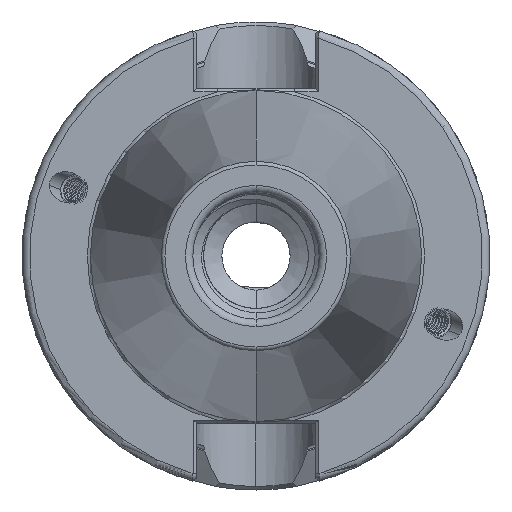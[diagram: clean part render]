
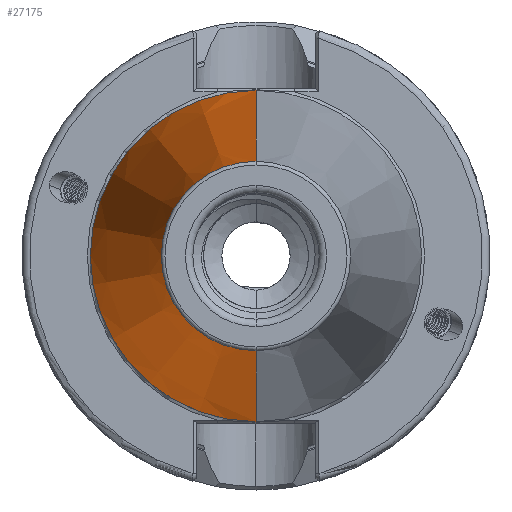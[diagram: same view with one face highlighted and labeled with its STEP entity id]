
A CAD part, left-side view. The second image highlights one B-rep face of the part: STEP entity #27175.
In plain terms, the highlighted conical face has half-angle 8.297 degrees and reference radius 22.298 mm.
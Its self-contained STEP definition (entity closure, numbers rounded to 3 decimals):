
#929 = EDGE_CURVE ( 'NONE', #8332, #8269, #26850, .T. ) ;
#1026 = EDGE_CURVE ( 'NONE', #8325, #8378, #26885, .T. ) ;
#1029 = EDGE_CURVE ( 'NONE', #8378, #8269, #26886, .T. ) ;
#1031 = EDGE_CURVE ( 'NONE', #8325, #8332, #26883, .T. ) ;
#5051 = DIRECTION ( 'NONE',  ( 0., 0., -1. ) ) ;
#5078 = DIRECTION ( 'NONE',  ( 1., 0., 0. ) ) ;
#5093 = CARTESIAN_POINT ( 'NONE',  ( -1.5, 0., 0. ) ) ;
#5302 = CARTESIAN_POINT ( 'NONE',  ( -1.5, 0., -22.298 ) ) ;
#5331 = DIRECTION ( 'NONE',  ( 0.99, 0., 0.144 ) ) ;
#5332 = CARTESIAN_POINT ( 'NONE',  ( -1.5, 0., 22.298 ) ) ;
#5342 = DIRECTION ( 'NONE',  ( 1., 0., 0. ) ) ;
#5351 = DIRECTION ( 'NONE',  ( 0., 0., -1. ) ) ;
#5352 = DIRECTION ( 'NONE',  ( 0.99, 0., -0.144 ) ) ;
#5365 = CARTESIAN_POINT ( 'NONE',  ( -66.972, 0., 0. ) ) ;
#7912 = EDGE_LOOP ( 'NONE', ( #25573, #25633, #25629, #25567 ) ) ;
#8269 = VERTEX_POINT ( 'NONE', #23440 ) ;
#8325 = VERTEX_POINT ( 'NONE', #23476 ) ;
#8332 = VERTEX_POINT ( 'NONE', #23479 ) ;
#8378 = VERTEX_POINT ( 'NONE', #23572 ) ;
#8726 = AXIS2_PLACEMENT_3D ( 'NONE', #5093, #5078, #5051 ) ;
#8741 = AXIS2_PLACEMENT_3D ( 'NONE', #5365, #5342, #5351 ) ;
#9110 = AXIS2_PLACEMENT_3D ( 'NONE', #12514, #12475, #12519 ) ;
#11462 = CONICAL_SURFACE ( 'NONE', #9110, 22.298, 0.145 ) ;
#11469 = FACE_OUTER_BOUND ( 'NONE', #7912, .T. ) ;
#12475 = DIRECTION ( 'NONE',  ( 1., 0., 0. ) ) ;
#12514 = CARTESIAN_POINT ( 'NONE',  ( -1.5, 0., 0. ) ) ;
#12519 = DIRECTION ( 'NONE',  ( 0., 0., -1. ) ) ;
#23440 = CARTESIAN_POINT ( 'NONE',  ( -1.5, 0., 22.298 ) ) ;
#23476 = CARTESIAN_POINT ( 'NONE',  ( -66.972, 0., -12.75 ) ) ;
#23479 = CARTESIAN_POINT ( 'NONE',  ( -1.5, 0., -22.298 ) ) ;
#23572 = CARTESIAN_POINT ( 'NONE',  ( -66.972, 0., 12.75 ) ) ;
#25567 = ORIENTED_EDGE ( 'NONE', *, *, #1031, .F. ) ;
#25573 = ORIENTED_EDGE ( 'NONE', *, *, #1026, .T. ) ;
#25629 = ORIENTED_EDGE ( 'NONE', *, *, #929, .F. ) ;
#25633 = ORIENTED_EDGE ( 'NONE', *, *, #1029, .T. ) ;
#26850 = CIRCLE ( 'NONE', #8726, 22.298 ) ;
#26883 = LINE ( 'NONE', #5302, #26887 ) ;
#26885 = CIRCLE ( 'NONE', #8741, 12.75 ) ;
#26886 = LINE ( 'NONE', #5332, #26888 ) ;
#26887 = VECTOR ( 'NONE', #5352, 1000. ) ;
#26888 = VECTOR ( 'NONE', #5331, 1000. ) ;
#27175 = ADVANCED_FACE ( 'NONE', ( #11469 ), #11462, .T. ) ;
